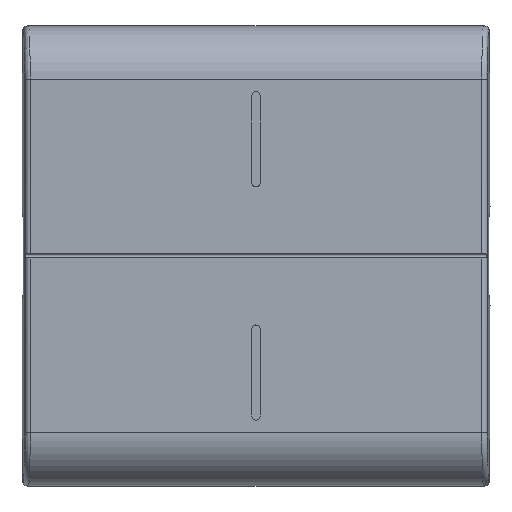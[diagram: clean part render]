
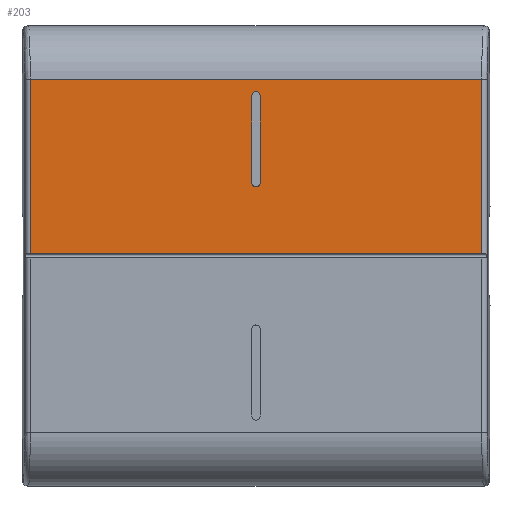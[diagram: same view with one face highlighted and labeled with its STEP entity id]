
A CAD part, top view. The second image highlights one B-rep face of the part: STEP entity #203.
In plain terms, the highlighted planar face has unit normal (0, 0, 1).
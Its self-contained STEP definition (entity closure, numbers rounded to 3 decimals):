
#142=AXIS2_PLACEMENT_3D('Plane Axis2P3D',#139,#140,#141) ;
#180=AXIS2_PLACEMENT_3D('Circle Axis2P3D',#178,#179,$) ;
#194=AXIS2_PLACEMENT_3D('Circle Axis2P3D',#192,#193,$) ;
#49=CARTESIAN_POINT('Vertex',(20.551,0.2,15.)) ;
#52=CARTESIAN_POINT('Line Origine',(-0.781,0.2,15.)) ;
#56=CARTESIAN_POINT('Vertex',(-22.113,0.2,15.)) ;
#139=CARTESIAN_POINT('Axis2P3D Location',(10.319,-16.695,15.)) ;
#144=CARTESIAN_POINT('Line Origine',(20.551,8.448,15.)) ;
#148=CARTESIAN_POINT('Vertex',(20.551,16.695,15.)) ;
#151=CARTESIAN_POINT('Line Origine',(-0.781,16.695,15.)) ;
#155=CARTESIAN_POINT('Vertex',(-22.113,16.695,15.)) ;
#158=CARTESIAN_POINT('Line Origine',(-22.113,8.448,15.)) ;
#169=CARTESIAN_POINT('Line Origine',(-0.381,11.025,15.)) ;
#173=CARTESIAN_POINT('Vertex',(-0.381,6.925,15.)) ;
#175=CARTESIAN_POINT('Vertex',(-0.381,15.125,15.)) ;
#178=CARTESIAN_POINT('Axis2P3D Location',(-0.781,6.925,15.)) ;
#182=CARTESIAN_POINT('Vertex',(-1.181,6.925,15.)) ;
#185=CARTESIAN_POINT('Line Origine',(-1.181,11.025,15.)) ;
#189=CARTESIAN_POINT('Vertex',(-1.181,15.125,15.)) ;
#192=CARTESIAN_POINT('Axis2P3D Location',(-0.781,15.125,15.)) ;
#53=DIRECTION('Vector Direction',(-1.,0.,0.)) ;
#140=DIRECTION('Axis2P3D Direction',(0.,0.,-1.)) ;
#141=DIRECTION('Axis2P3D XDirection',(0.,1.,0.)) ;
#145=DIRECTION('Vector Direction',(0.,1.,0.)) ;
#152=DIRECTION('Vector Direction',(1.,0.,0.)) ;
#159=DIRECTION('Vector Direction',(0.,1.,0.)) ;
#170=DIRECTION('Vector Direction',(0.,-1.,0.)) ;
#179=DIRECTION('Axis2P3D Direction',(0.,0.,-1.)) ;
#186=DIRECTION('Vector Direction',(0.,1.,0.)) ;
#193=DIRECTION('Axis2P3D Direction',(0.,0.,-1.)) ;
#54=VECTOR('Line Direction',#53,1.) ;
#146=VECTOR('Line Direction',#145,1.) ;
#153=VECTOR('Line Direction',#152,1.) ;
#160=VECTOR('Line Direction',#159,1.) ;
#171=VECTOR('Line Direction',#170,1.) ;
#187=VECTOR('Line Direction',#186,1.) ;
#164=ORIENTED_EDGE('',*,*,#58,.F.) ;
#165=ORIENTED_EDGE('',*,*,#150,.T.) ;
#166=ORIENTED_EDGE('',*,*,#157,.F.) ;
#167=ORIENTED_EDGE('',*,*,#162,.F.) ;
#198=ORIENTED_EDGE('',*,*,#177,.F.) ;
#199=ORIENTED_EDGE('',*,*,#184,.F.) ;
#200=ORIENTED_EDGE('',*,*,#191,.F.) ;
#201=ORIENTED_EDGE('',*,*,#196,.F.) ;
#202=FACE_BOUND('',#197,.T.) ;
#203=ADVANCED_FACE('PartBody',(#168,#202),#143,.F.) ;
#181=CIRCLE('generated circle',#180,0.4) ;
#195=CIRCLE('generated circle',#194,0.4) ;
#58=EDGE_CURVE('',#50,#57,#55,.T.) ;
#150=EDGE_CURVE('',#50,#149,#147,.T.) ;
#157=EDGE_CURVE('',#156,#149,#154,.T.) ;
#162=EDGE_CURVE('',#57,#156,#161,.T.) ;
#177=EDGE_CURVE('',#174,#176,#172,.F.) ;
#184=EDGE_CURVE('',#183,#174,#181,.F.) ;
#191=EDGE_CURVE('',#190,#183,#188,.F.) ;
#196=EDGE_CURVE('',#176,#190,#195,.F.) ;
#163=EDGE_LOOP('',(#164,#165,#166,#167)) ;
#197=EDGE_LOOP('',(#198,#199,#200,#201)) ;
#168=FACE_OUTER_BOUND('',#163,.T.) ;
#55=LINE('Line',#52,#54) ;
#147=LINE('Line',#144,#146) ;
#154=LINE('Line',#151,#153) ;
#161=LINE('Line',#158,#160) ;
#172=LINE('Line',#169,#171) ;
#188=LINE('Line',#185,#187) ;
#143=PLANE('',#142) ;
#50=VERTEX_POINT('',#49) ;
#57=VERTEX_POINT('',#56) ;
#149=VERTEX_POINT('',#148) ;
#156=VERTEX_POINT('',#155) ;
#174=VERTEX_POINT('',#173) ;
#176=VERTEX_POINT('',#175) ;
#183=VERTEX_POINT('',#182) ;
#190=VERTEX_POINT('',#189) ;
